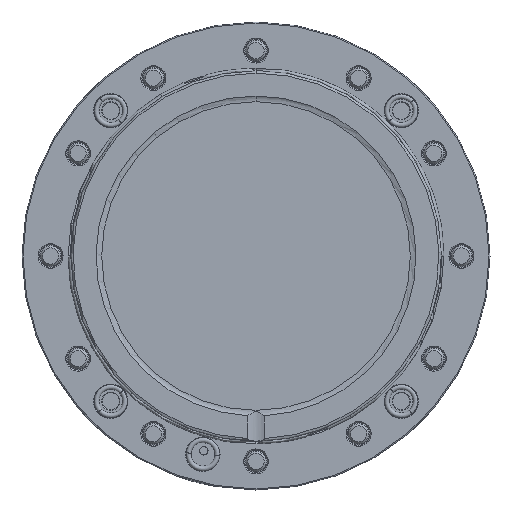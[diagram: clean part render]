
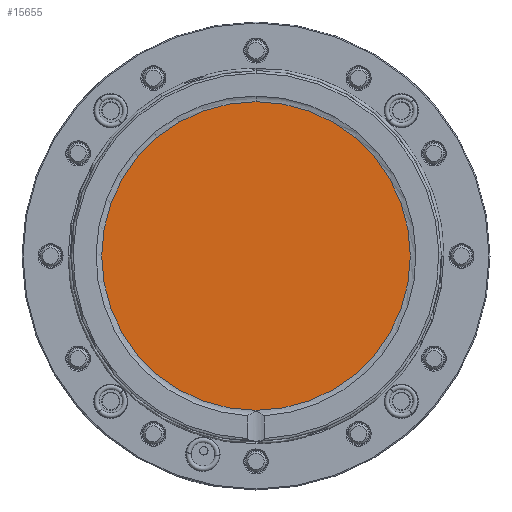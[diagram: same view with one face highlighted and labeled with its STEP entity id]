
A CAD part, front view. The second image highlights one B-rep face of the part: STEP entity #15655.
In plain terms, the highlighted planar face has unit normal (0, -1, 0).
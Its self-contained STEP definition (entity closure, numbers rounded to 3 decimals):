
#2659 = EDGE_CURVE ( 'NONE', #39971, #33119, #32084, .T. ) ;
#3078 = CARTESIAN_POINT ( 'NONE',  ( 0., -17.6, 0. ) ) ;
#5820 = CARTESIAN_POINT ( 'NONE',  ( 0., -17.6, -45.842 ) ) ;
#6859 = DIRECTION ( 'NONE',  ( 0., 0., 1. ) ) ;
#12928 = AXIS2_PLACEMENT_3D ( 'NONE', #24073, #25027, #25013 ) ;
#14693 = CIRCLE ( 'NONE', #45832, 45.842 ) ;
#15655 = ADVANCED_FACE ( 'NONE', ( #25462 ), #29589, .F. ) ;
#18218 = CARTESIAN_POINT ( 'NONE',  ( 0., -17.6, 0. ) ) ;
#18473 = ORIENTED_EDGE ( 'NONE', *, *, #26179, .F. ) ;
#19080 = ORIENTED_EDGE ( 'NONE', *, *, #2659, .F. ) ;
#22011 = DIRECTION ( 'NONE',  ( 0., 0., 1. ) ) ;
#24073 = CARTESIAN_POINT ( 'NONE',  ( 0., -17.6, 0. ) ) ;
#25013 = DIRECTION ( 'NONE',  ( 0., 0., 1. ) ) ;
#25027 = DIRECTION ( 'NONE',  ( 0., 1., 0. ) ) ;
#25462 = FACE_OUTER_BOUND ( 'NONE', #40904, .T. ) ;
#26179 = EDGE_CURVE ( 'NONE', #33119, #39971, #14693, .T. ) ;
#29589 = PLANE ( 'NONE',  #44005 ) ;
#29753 = DIRECTION ( 'NONE',  ( 0., 1., 0. ) ) ;
#30394 = CARTESIAN_POINT ( 'NONE',  ( 0., -17.6, 45.842 ) ) ;
#32084 = CIRCLE ( 'NONE', #12928, 45.842 ) ;
#33119 = VERTEX_POINT ( 'NONE', #30394 ) ;
#39971 = VERTEX_POINT ( 'NONE', #5820 ) ;
#40904 = EDGE_LOOP ( 'NONE', ( #18473, #19080 ) ) ;
#44005 = AXIS2_PLACEMENT_3D ( 'NONE', #3078, #29753, #6859 ) ;
#44895 = DIRECTION ( 'NONE',  ( 0., 1., 0. ) ) ;
#45832 = AXIS2_PLACEMENT_3D ( 'NONE', #18218, #44895, #22011 ) ;
